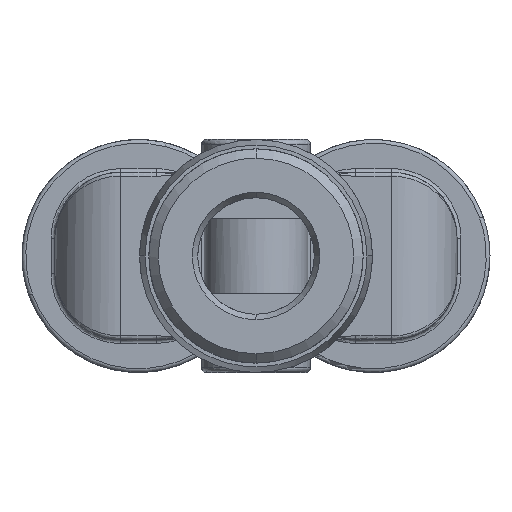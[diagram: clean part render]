
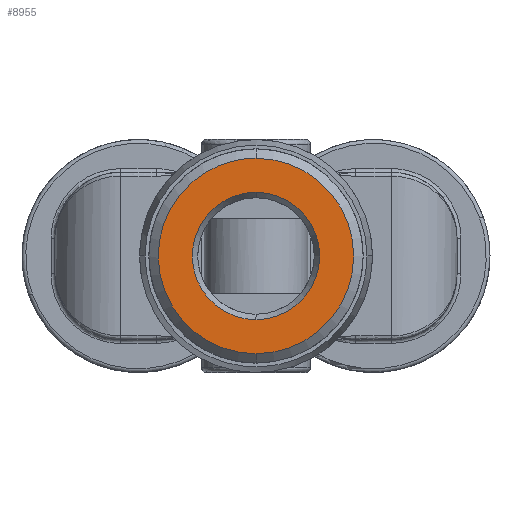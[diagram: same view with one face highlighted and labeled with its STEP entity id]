
A CAD part, front view. The second image highlights one B-rep face of the part: STEP entity #8955.
In plain terms, the highlighted planar face has unit normal (0, -1, 0).
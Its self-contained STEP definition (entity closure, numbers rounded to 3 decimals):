
#8840=CARTESIAN_POINT('Axis2P3D Location',(0.,-5.3,0.)) ;
#8844=CARTESIAN_POINT('Vertex',(0.,-5.3,-3.389)) ;
#8846=CARTESIAN_POINT('Vertex',(0.,-5.3,3.389)) ;
#8887=CARTESIAN_POINT('Axis2P3D Location',(0.,-5.3,0.)) ;
#8893=CARTESIAN_POINT('Control Point',(0.,-5.3,-5.2)) ;
#8894=CARTESIAN_POINT('Control Point',(-0.559,-5.3,-5.2)) ;
#8895=CARTESIAN_POINT('Control Point',(-1.117,-5.3,-5.125)) ;
#8896=CARTESIAN_POINT('Control Point',(-1.662,-5.3,-4.975)) ;
#8897=CARTESIAN_POINT('Control Point',(-2.699,-5.3,-4.532)) ;
#8898=CARTESIAN_POINT('Control Point',(-3.582,-5.3,-3.832)) ;
#8899=CARTESIAN_POINT('Control Point',(-3.974,-5.3,-3.424)) ;
#8900=CARTESIAN_POINT('Control Point',(-4.638,-5.3,-2.513)) ;
#8901=CARTESIAN_POINT('Control Point',(-5.038,-5.3,-1.46)) ;
#8902=CARTESIAN_POINT('Control Point',(-5.166,-5.3,-0.909)) ;
#8903=CARTESIAN_POINT('Control Point',(-5.271,-5.3,0.213)) ;
#8904=CARTESIAN_POINT('Control Point',(-5.076,-5.3,1.324)) ;
#8905=CARTESIAN_POINT('Control Point',(-4.904,-5.3,1.862)) ;
#8906=CARTESIAN_POINT('Control Point',(-4.419,-5.3,2.88)) ;
#8907=CARTESIAN_POINT('Control Point',(-3.684,-5.3,3.734)) ;
#8908=CARTESIAN_POINT('Control Point',(-3.26,-5.3,4.109)) ;
#8909=CARTESIAN_POINT('Control Point',(-2.394,-5.3,4.688)) ;
#8910=CARTESIAN_POINT('Control Point',(-1.415,-5.3,5.038)) ;
#8911=CARTESIAN_POINT('Control Point',(-0.949,-5.3,5.146)) ;
#8912=CARTESIAN_POINT('Control Point',(-0.474,-5.3,5.2)) ;
#8913=CARTESIAN_POINT('Control Point',(0.,-5.3,5.2)) ;
#8914=CARTESIAN_POINT('Vertex',(0.,-5.3,-5.2)) ;
#8916=CARTESIAN_POINT('Vertex',(0.,-5.3,5.2)) ;
#8919=CARTESIAN_POINT('Axis2P3D Location',(0.,-5.3,0.)) ;
#8929=CARTESIAN_POINT('Control Point',(0.,-5.3,-3.389)) ;
#8930=CARTESIAN_POINT('Control Point',(-0.361,-5.3,-3.389)) ;
#8931=CARTESIAN_POINT('Control Point',(-0.721,-5.3,-3.341)) ;
#8932=CARTESIAN_POINT('Control Point',(-1.074,-5.3,-3.245)) ;
#8933=CARTESIAN_POINT('Control Point',(-1.744,-5.3,-2.961)) ;
#8934=CARTESIAN_POINT('Control Point',(-2.317,-5.3,-2.512)) ;
#8935=CARTESIAN_POINT('Control Point',(-2.572,-5.3,-2.251)) ;
#8936=CARTESIAN_POINT('Control Point',(-3.006,-5.3,-1.667)) ;
#8937=CARTESIAN_POINT('Control Point',(-3.271,-5.3,-0.989)) ;
#8938=CARTESIAN_POINT('Control Point',(-3.358,-5.3,-0.634)) ;
#8939=CARTESIAN_POINT('Control Point',(-3.436,-5.3,0.089)) ;
#8940=CARTESIAN_POINT('Control Point',(-3.321,-5.3,0.808)) ;
#8941=CARTESIAN_POINT('Control Point',(-3.216,-5.3,1.158)) ;
#8942=CARTESIAN_POINT('Control Point',(-2.915,-5.3,1.82)) ;
#8943=CARTESIAN_POINT('Control Point',(-2.451,-5.3,2.381)) ;
#8944=CARTESIAN_POINT('Control Point',(-2.183,-5.3,2.629)) ;
#8945=CARTESIAN_POINT('Control Point',(-1.617,-5.3,3.027)) ;
#8946=CARTESIAN_POINT('Control Point',(-0.97,-5.3,3.271)) ;
#8947=CARTESIAN_POINT('Control Point',(-0.651,-5.3,3.35)) ;
#8948=CARTESIAN_POINT('Control Point',(-0.326,-5.3,3.389)) ;
#8949=CARTESIAN_POINT('Control Point',(0.,-5.3,3.389)) ;
#8841=DIRECTION('Axis2P3D Direction',(0.,-1.,0.)) ;
#8888=DIRECTION('Axis2P3D Direction',(0.,-1.,0.)) ;
#8889=DIRECTION('Axis2P3D XDirection',(0.,0.,1.)) ;
#8920=DIRECTION('Axis2P3D Direction',(0.,-1.,0.)) ;
#8842=AXIS2_PLACEMENT_3D('Circle Axis2P3D',#8840,#8841,$) ;
#8890=AXIS2_PLACEMENT_3D('Plane Axis2P3D',#8887,#8888,#8889) ;
#8921=AXIS2_PLACEMENT_3D('Circle Axis2P3D',#8919,#8920,$) ;
#8925=ORIENTED_EDGE('',*,*,#8918,.F.) ;
#8926=ORIENTED_EDGE('',*,*,#8923,.T.) ;
#8952=ORIENTED_EDGE('',*,*,#8848,.F.) ;
#8953=ORIENTED_EDGE('',*,*,#8950,.T.) ;
#8954=FACE_BOUND('',#8951,.T.) ;
#8955=ADVANCED_FACE('MANIFOLD_SOLID_BREP #7810',(#8927,#8954),#8891,.T.) ;
#8892=B_SPLINE_CURVE_WITH_KNOTS('',5,(#8893,#8894,#8895,#8896,#8897,#8898,#8899,#8900,#8901,#8902,#8903,#8904,#8905,#8906,#8907,#8908,#8909,#8910,#8911,#8912,#8913),.UNSPECIFIED.,.F.,.U.,(6,3,3,3,3,3,6),(0.,3.95,7.899,11.849,15.798,19.748,23.103),.UNSPECIFIED.) ;
#8928=B_SPLINE_CURVE_WITH_KNOTS('',5,(#8929,#8930,#8931,#8932,#8933,#8934,#8935,#8936,#8937,#8938,#8939,#8940,#8941,#8942,#8943,#8944,#8945,#8946,#8947,#8948,#8949),.UNSPECIFIED.,.F.,.U.,(6,3,3,3,3,3,6),(0.,2.551,5.101,7.652,10.203,12.753,15.055),.UNSPECIFIED.) ;
#8843=CIRCLE('generated circle',#8842,3.389) ;
#8922=CIRCLE('generated circle',#8921,5.2) ;
#8848=EDGE_CURVE('',#8845,#8847,#8843,.T.) ;
#8918=EDGE_CURVE('',#8915,#8917,#8892,.T.) ;
#8923=EDGE_CURVE('',#8915,#8917,#8922,.T.) ;
#8950=EDGE_CURVE('',#8845,#8847,#8928,.T.) ;
#8924=EDGE_LOOP('',(#8925,#8926)) ;
#8951=EDGE_LOOP('',(#8952,#8953)) ;
#8927=FACE_OUTER_BOUND('',#8924,.T.) ;
#8891=PLANE('',#8890) ;
#8845=VERTEX_POINT('',#8844) ;
#8847=VERTEX_POINT('',#8846) ;
#8915=VERTEX_POINT('',#8914) ;
#8917=VERTEX_POINT('',#8916) ;
